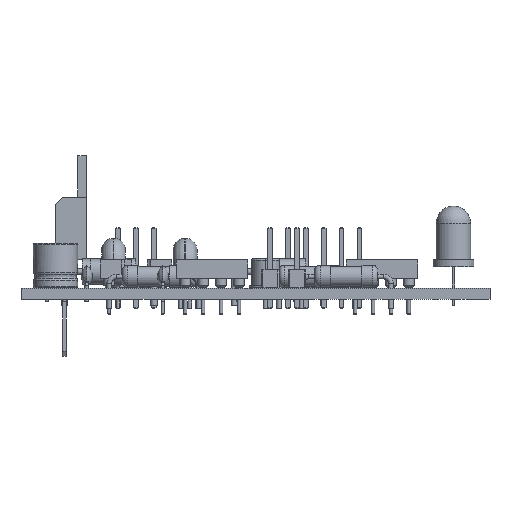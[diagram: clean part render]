
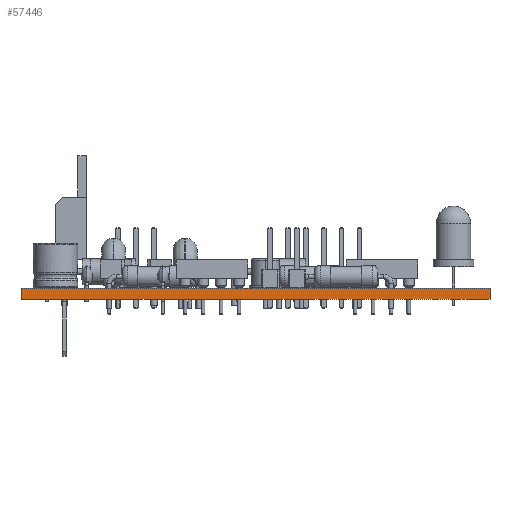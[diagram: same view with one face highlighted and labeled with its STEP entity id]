
A CAD part, front view. The second image highlights one B-rep face of the part: STEP entity #57446.
In plain terms, the highlighted planar face has unit normal (0, -1, 0).
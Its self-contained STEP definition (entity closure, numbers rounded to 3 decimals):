
#48190 = PLANE('',#48191);
#48191 = AXIS2_PLACEMENT_3D('',#48192,#48193,#48194);
#48192 = CARTESIAN_POINT('',(93.292,-95.065,1.6));
#48193 = DIRECTION('',(0.,0.,-1.));
#48194 = DIRECTION('',(-1.,0.,0.));
#48249 = PLANE('',#48250);
#48250 = AXIS2_PLACEMENT_3D('',#48251,#48252,#48253);
#48251 = CARTESIAN_POINT('',(93.292,-95.065,0.));
#48252 = DIRECTION('',(0.,0.,-1.));
#48253 = DIRECTION('',(-1.,0.,0.));
#48708 = VERTEX_POINT('',#48709);
#48709 = CARTESIAN_POINT('',(126.47,-140.49,0.));
#48723 = PLANE('',#48724);
#48724 = AXIS2_PLACEMENT_3D('',#48725,#48726,#48727);
#48725 = CARTESIAN_POINT('',(126.47,-137.94,0.));
#48726 = DIRECTION('',(1.,0.,0.));
#48727 = DIRECTION('',(0.,-1.,0.));
#48735 = EDGE_CURVE('',#48708,#48736,#48738,.T.);
#48736 = VERTEX_POINT('',#48737);
#48737 = CARTESIAN_POINT('',(60.02,-140.49,0.));
#48738 = SURFACE_CURVE('',#48739,(#48743,#48750),.PCURVE_S1.);
#48739 = LINE('',#48740,#48741);
#48740 = CARTESIAN_POINT('',(126.47,-140.49,0.));
#48741 = VECTOR('',#48742,1.);
#48742 = DIRECTION('',(-1.,0.,0.));
#48743 = PCURVE('',#48249,#48744);
#48744 = DEFINITIONAL_REPRESENTATION('',(#48745),#48749);
#48745 = LINE('',#48746,#48747);
#48746 = CARTESIAN_POINT('',(-33.178,-45.425));
#48747 = VECTOR('',#48748,1.);
#48748 = DIRECTION('',(1.,0.));
#48749 = ( GEOMETRIC_REPRESENTATION_CONTEXT(2) 
PARAMETRIC_REPRESENTATION_CONTEXT() REPRESENTATION_CONTEXT('2D SPACE',''
  ) );
#48750 = PCURVE('',#48751,#48756);
#48751 = PLANE('',#48752);
#48752 = AXIS2_PLACEMENT_3D('',#48753,#48754,#48755);
#48753 = CARTESIAN_POINT('',(126.47,-140.49,0.));
#48754 = DIRECTION('',(0.,-1.,0.));
#48755 = DIRECTION('',(-1.,0.,0.));
#48756 = DEFINITIONAL_REPRESENTATION('',(#48757),#48761);
#48757 = LINE('',#48758,#48759);
#48758 = CARTESIAN_POINT('',(0.,0.));
#48759 = VECTOR('',#48760,1.);
#48760 = DIRECTION('',(1.,0.));
#48761 = ( GEOMETRIC_REPRESENTATION_CONTEXT(2) 
PARAMETRIC_REPRESENTATION_CONTEXT() REPRESENTATION_CONTEXT('2D SPACE',''
  ) );
#48779 = PLANE('',#48780);
#48780 = AXIS2_PLACEMENT_3D('',#48781,#48782,#48783);
#48781 = CARTESIAN_POINT('',(60.02,-140.49,0.));
#48782 = DIRECTION('',(-1.,0.,0.));
#48783 = DIRECTION('',(0.,1.,0.));
#53383 = VERTEX_POINT('',#53384);
#53384 = CARTESIAN_POINT('',(126.47,-140.49,1.6));
#53405 = EDGE_CURVE('',#53383,#53406,#53408,.T.);
#53406 = VERTEX_POINT('',#53407);
#53407 = CARTESIAN_POINT('',(60.02,-140.49,1.6));
#53408 = SURFACE_CURVE('',#53409,(#53413,#53420),.PCURVE_S1.);
#53409 = LINE('',#53410,#53411);
#53410 = CARTESIAN_POINT('',(126.47,-140.49,1.6));
#53411 = VECTOR('',#53412,1.);
#53412 = DIRECTION('',(-1.,0.,0.));
#53413 = PCURVE('',#48190,#53414);
#53414 = DEFINITIONAL_REPRESENTATION('',(#53415),#53419);
#53415 = LINE('',#53416,#53417);
#53416 = CARTESIAN_POINT('',(-33.178,-45.425));
#53417 = VECTOR('',#53418,1.);
#53418 = DIRECTION('',(1.,0.));
#53419 = ( GEOMETRIC_REPRESENTATION_CONTEXT(2) 
PARAMETRIC_REPRESENTATION_CONTEXT() REPRESENTATION_CONTEXT('2D SPACE',''
  ) );
#53420 = PCURVE('',#48751,#53421);
#53421 = DEFINITIONAL_REPRESENTATION('',(#53422),#53426);
#53422 = LINE('',#53423,#53424);
#53423 = CARTESIAN_POINT('',(0.,-1.6));
#53424 = VECTOR('',#53425,1.);
#53425 = DIRECTION('',(1.,0.));
#53426 = ( GEOMETRIC_REPRESENTATION_CONTEXT(2) 
PARAMETRIC_REPRESENTATION_CONTEXT() REPRESENTATION_CONTEXT('2D SPACE',''
  ) );
#57396 = EDGE_CURVE('',#48736,#53406,#57397,.T.);
#57397 = SURFACE_CURVE('',#57398,(#57402,#57409),.PCURVE_S1.);
#57398 = LINE('',#57399,#57400);
#57399 = CARTESIAN_POINT('',(60.02,-140.49,0.));
#57400 = VECTOR('',#57401,1.);
#57401 = DIRECTION('',(0.,0.,1.));
#57402 = PCURVE('',#48779,#57403);
#57403 = DEFINITIONAL_REPRESENTATION('',(#57404),#57408);
#57404 = LINE('',#57405,#57406);
#57405 = CARTESIAN_POINT('',(0.,0.));
#57406 = VECTOR('',#57407,1.);
#57407 = DIRECTION('',(0.,-1.));
#57408 = ( GEOMETRIC_REPRESENTATION_CONTEXT(2) 
PARAMETRIC_REPRESENTATION_CONTEXT() REPRESENTATION_CONTEXT('2D SPACE',''
  ) );
#57409 = PCURVE('',#48751,#57410);
#57410 = DEFINITIONAL_REPRESENTATION('',(#57411),#57415);
#57411 = LINE('',#57412,#57413);
#57412 = CARTESIAN_POINT('',(66.45,0.));
#57413 = VECTOR('',#57414,1.);
#57414 = DIRECTION('',(0.,-1.));
#57415 = ( GEOMETRIC_REPRESENTATION_CONTEXT(2) 
PARAMETRIC_REPRESENTATION_CONTEXT() REPRESENTATION_CONTEXT('2D SPACE',''
  ) );
#57446 = ADVANCED_FACE('',(#57447),#48751,.T.);
#57447 = FACE_BOUND('',#57448,.T.);
#57448 = EDGE_LOOP('',(#57449,#57470,#57471,#57472));
#57449 = ORIENTED_EDGE('',*,*,#57450,.T.);
#57450 = EDGE_CURVE('',#48708,#53383,#57451,.T.);
#57451 = SURFACE_CURVE('',#57452,(#57456,#57463),.PCURVE_S1.);
#57452 = LINE('',#57453,#57454);
#57453 = CARTESIAN_POINT('',(126.47,-140.49,0.));
#57454 = VECTOR('',#57455,1.);
#57455 = DIRECTION('',(0.,0.,1.));
#57456 = PCURVE('',#48751,#57457);
#57457 = DEFINITIONAL_REPRESENTATION('',(#57458),#57462);
#57458 = LINE('',#57459,#57460);
#57459 = CARTESIAN_POINT('',(0.,0.));
#57460 = VECTOR('',#57461,1.);
#57461 = DIRECTION('',(0.,-1.));
#57462 = ( GEOMETRIC_REPRESENTATION_CONTEXT(2) 
PARAMETRIC_REPRESENTATION_CONTEXT() REPRESENTATION_CONTEXT('2D SPACE',''
  ) );
#57463 = PCURVE('',#48723,#57464);
#57464 = DEFINITIONAL_REPRESENTATION('',(#57465),#57469);
#57465 = LINE('',#57466,#57467);
#57466 = CARTESIAN_POINT('',(2.55,0.));
#57467 = VECTOR('',#57468,1.);
#57468 = DIRECTION('',(0.,-1.));
#57469 = ( GEOMETRIC_REPRESENTATION_CONTEXT(2) 
PARAMETRIC_REPRESENTATION_CONTEXT() REPRESENTATION_CONTEXT('2D SPACE',''
  ) );
#57470 = ORIENTED_EDGE('',*,*,#53405,.T.);
#57471 = ORIENTED_EDGE('',*,*,#57396,.F.);
#57472 = ORIENTED_EDGE('',*,*,#48735,.F.);
